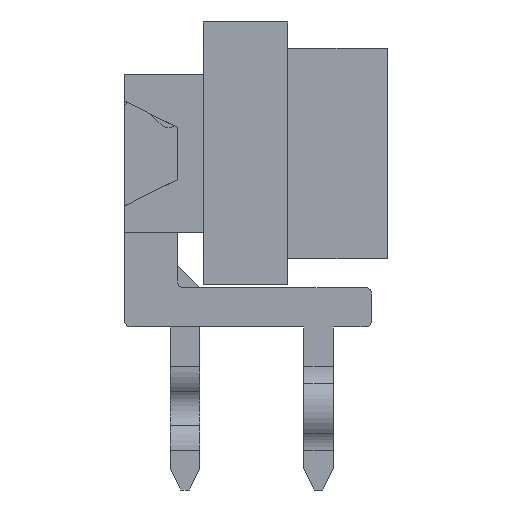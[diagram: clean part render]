
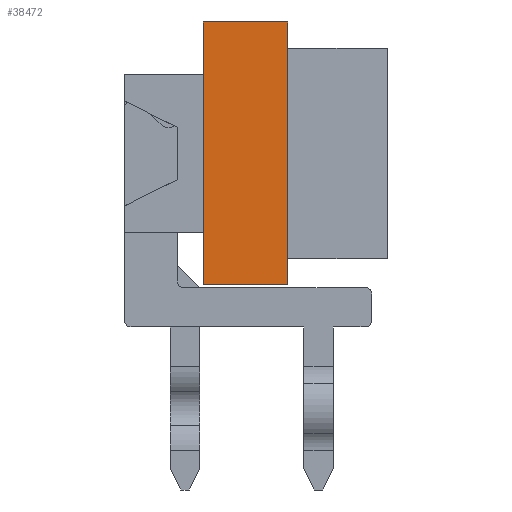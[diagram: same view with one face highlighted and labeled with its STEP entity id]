
A CAD part, front view. The second image highlights one B-rep face of the part: STEP entity #38472.
In plain terms, the highlighted face is planar.
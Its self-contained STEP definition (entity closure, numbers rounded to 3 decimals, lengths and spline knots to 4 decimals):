
#11518=ORIENTED_EDGE('',*,*,#18251,.T.);
#11519=ORIENTED_EDGE('',*,*,#18250,.F.);
#11520=ORIENTED_EDGE('',*,*,#18252,.F.);
#11521=ORIENTED_EDGE('',*,*,#18253,.T.);
#18250=EDGE_CURVE('',#22208,#22205,#26464,.T.);
#18251=EDGE_CURVE('',#22209,#22205,#26465,.T.);
#18252=EDGE_CURVE('',#22210,#22208,#26466,.T.);
#18253=EDGE_CURVE('',#22210,#22209,#26467,.T.);
#22205=VERTEX_POINT('',#63333);
#22208=VERTEX_POINT('',#63338);
#22209=VERTEX_POINT('',#63342);
#22210=VERTEX_POINT('',#63344);
#26464=LINE('',#63339,#30988);
#26465=LINE('',#63341,#30989);
#26466=LINE('',#63343,#30990);
#26467=LINE('',#63345,#30991);
#30988=VECTOR('',#51865,1000.);
#30989=VECTOR('',#51868,1000.);
#30990=VECTOR('',#51869,1000.);
#30991=VECTOR('',#51870,1000.);
#33082=EDGE_LOOP('',(#11518,#11519,#11520,#11521));
#35106=FACE_BOUND('',#33082,.T.);
#36514=PLANE('',#41744);
#38472=ADVANCED_FACE('',(#35106),#36514,.F.);
#41744=AXIS2_PLACEMENT_3D('',#63340,#51866,#51867);
#51865=DIRECTION('',(0.,0.,-1.));
#51866=DIRECTION('',(-1.,0.,0.));
#51867=DIRECTION('',(0.,0.,1.));
#51868=DIRECTION('',(0.,1.,0.));
#51869=DIRECTION('',(0.,1.,0.));
#51870=DIRECTION('',(0.,0.,-1.));
#63333=CARTESIAN_POINT('',(14.97,2.5,0.));
#63338=CARTESIAN_POINT('',(14.97,2.5,1.6));
#63339=CARTESIAN_POINT('',(14.97,2.5,1.6));
#63340=CARTESIAN_POINT('',(14.97,-2.5,1.6));
#63341=CARTESIAN_POINT('',(14.97,-2.5,0.));
#63342=CARTESIAN_POINT('',(14.97,-2.5,0.));
#63343=CARTESIAN_POINT('',(14.97,-2.5,1.6));
#63344=CARTESIAN_POINT('',(14.97,-2.5,1.6));
#63345=CARTESIAN_POINT('',(14.97,-2.5,1.6));
